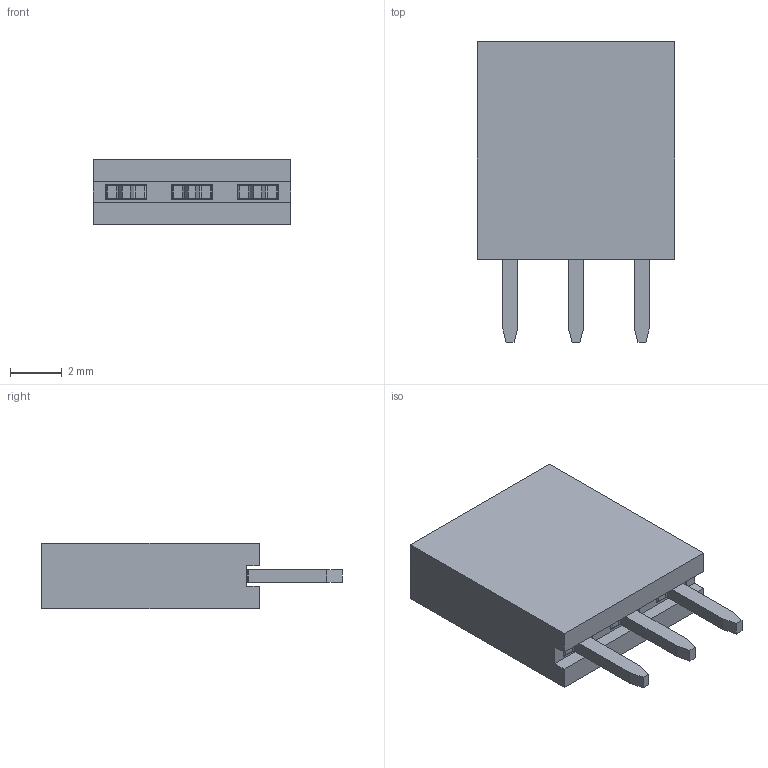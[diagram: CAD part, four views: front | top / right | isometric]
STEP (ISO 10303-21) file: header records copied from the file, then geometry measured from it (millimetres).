
FILE_DESCRIPTION((''),'2;1');
FILE_NAME('PBS-3.stp','2019-11-02T10:43:00',('Shuvalov'),(''),'Autodesk Inventor 2011','Autodesk Inventor 2011','');
FILE_SCHEMA(('CONFIG_CONTROL_DESIGN'));
Length unit declared in the file: millimetre
Products named in the file (1): PBS-3
Bounding box: 7.62 x 11.6 x 2.54 mm (x, y, z)
Volume: 149.3 mm3; surface area: 315.7 mm2
Topology: 4 solids, 4 shells, 100 faces, 246 edges, 160 vertices
Faces by surface type: plane 88, cylinder 12
Entity records: 2984 total; most frequent: CARTESIAN_POINT 507, ORIENTED_EDGE 492, DIRECTION 472, EDGE_CURVE 246, VECTOR 222, LINE 222, VERTEX_POINT 160, AXIS2_PLACEMENT_3D 125
